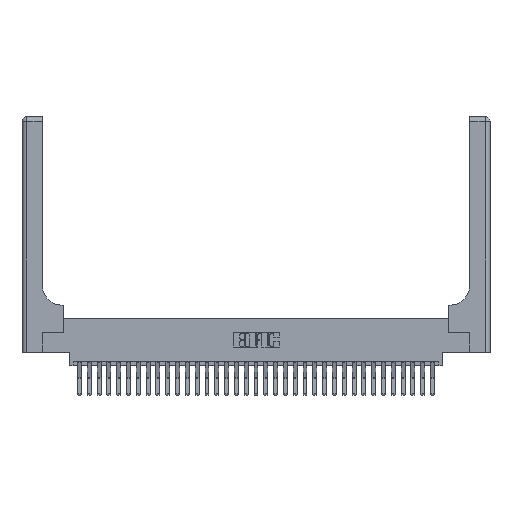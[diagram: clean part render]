
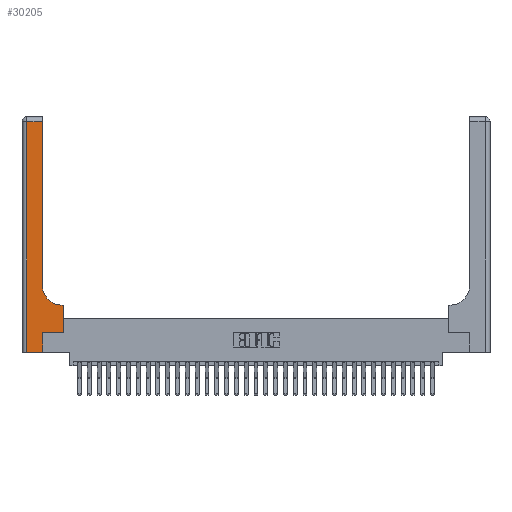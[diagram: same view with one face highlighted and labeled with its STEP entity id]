
A CAD part, top view. The second image highlights one B-rep face of the part: STEP entity #30205.
In plain terms, the highlighted planar face has unit normal (0, 0, 1).
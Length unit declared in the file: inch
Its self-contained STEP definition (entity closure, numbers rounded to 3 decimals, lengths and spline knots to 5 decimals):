
#796 = DIRECTION ( 'NONE',  ( 1., 0., 0. ) ) ;
#948 = CARTESIAN_POINT ( 'NONE',  ( 0.528, 0.25, 0.37 ) ) ;
#2014 = VERTEX_POINT ( 'NONE', #28532 ) ;
#2536 = LINE ( 'NONE', #7378, #16203 ) ;
#2986 = LINE ( 'NONE', #19777, #3769 ) ;
#3371 = CARTESIAN_POINT ( 'NONE',  ( 0.06, 0., 0.37 ) ) ;
#3599 = DIRECTION ( 'NONE',  ( 0., 1., 0. ) ) ;
#3769 = VECTOR ( 'NONE', #796, 39.37008 ) ;
#4118 = FACE_OUTER_BOUND ( 'NONE', #13331, .T. ) ;
#4434 = LINE ( 'NONE', #13921, #19208 ) ;
#4493 = ORIENTED_EDGE ( 'NONE', *, *, #25059, .T. ) ;
#4568 = EDGE_CURVE ( 'NONE', #13818, #2014, #5433, .T. ) ;
#4578 = VECTOR ( 'NONE', #5512, 39.37008 ) ;
#4831 = VERTEX_POINT ( 'NONE', #5090 ) ;
#5090 = CARTESIAN_POINT ( 'NONE',  ( 0.51, 0.6, 0.37 ) ) ;
#5433 = LINE ( 'NONE', #12421, #23566 ) ;
#5512 = DIRECTION ( 'NONE',  ( -1., 0., 0. ) ) ;
#6132 = CARTESIAN_POINT ( 'NONE',  ( 0.265, 0., 0.37 ) ) ;
#7130 = VERTEX_POINT ( 'NONE', #14806 ) ;
#7378 = CARTESIAN_POINT ( 'NONE',  ( 0.26, 3., 0.37 ) ) ;
#7685 = VECTOR ( 'NONE', #9729, 39.37008 ) ;
#7969 = VERTEX_POINT ( 'NONE', #10374 ) ;
#8129 = EDGE_CURVE ( 'NONE', #29720, #16926, #13942, .T. ) ;
#8227 = ORIENTED_EDGE ( 'NONE', *, *, #9337, .T. ) ;
#9000 = ORIENTED_EDGE ( 'NONE', *, *, #10535, .T. ) ;
#9337 = EDGE_CURVE ( 'NONE', #16926, #13031, #25405, .T. ) ;
#9525 = ORIENTED_EDGE ( 'NONE', *, *, #14437, .T. ) ;
#9729 = DIRECTION ( 'NONE',  ( 0., -1., 0. ) ) ;
#10317 = LINE ( 'NONE', #12056, #4578 ) ;
#10374 = CARTESIAN_POINT ( 'NONE',  ( 0.26, 0.85, 0.37 ) ) ;
#10535 = EDGE_CURVE ( 'NONE', #13031, #7130, #10626, .T. ) ;
#10626 = LINE ( 'NONE', #20070, #14141 ) ;
#10824 = CARTESIAN_POINT ( 'NONE',  ( 0., 3., 0.37 ) ) ;
#10827 = ORIENTED_EDGE ( 'NONE', *, *, #20783, .T. ) ;
#11302 = CARTESIAN_POINT ( 'NONE',  ( 0., 0., 0.37 ) ) ;
#11445 = CARTESIAN_POINT ( 'NONE',  ( 0.26, 2.94, 0.37 ) ) ;
#12056 = CARTESIAN_POINT ( 'NONE',  ( 0.26, 0.6, 0.37 ) ) ;
#12421 = CARTESIAN_POINT ( 'NONE',  ( 0.528, 0.25, 0.37 ) ) ;
#13031 = VERTEX_POINT ( 'NONE', #6132 ) ;
#13331 = EDGE_LOOP ( 'NONE', ( #4493, #22946, #21649, #8227, #9000, #20816, #15630, #10827, #9525 ) ) ;
#13818 = VERTEX_POINT ( 'NONE', #948 ) ;
#13921 = CARTESIAN_POINT ( 'NONE',  ( 0., 2.94, 0.37 ) ) ;
#13942 = LINE ( 'NONE', #21091, #7685 ) ;
#14141 = VECTOR ( 'NONE', #3599, 39.37008 ) ;
#14437 = EDGE_CURVE ( 'NONE', #4831, #7969, #28692, .T. ) ;
#14536 = DIRECTION ( 'NONE',  ( 0., 1., 0. ) ) ;
#14748 = DIRECTION ( 'NONE',  ( 0., 1., 0. ) ) ;
#14806 = CARTESIAN_POINT ( 'NONE',  ( 0.265, 0.25, 0.37 ) ) ;
#15630 = ORIENTED_EDGE ( 'NONE', *, *, #4568, .T. ) ;
#16029 = EDGE_CURVE ( 'NONE', #18040, #29720, #4434, .T. ) ;
#16203 = VECTOR ( 'NONE', #14536, 39.37008 ) ;
#16926 = VERTEX_POINT ( 'NONE', #3371 ) ;
#17297 = AXIS2_PLACEMENT_3D ( 'NONE', #30665, #27906, #21266 ) ;
#17965 = PLANE ( 'NONE',  #23108 ) ;
#18040 = VERTEX_POINT ( 'NONE', #11445 ) ;
#18437 = DIRECTION ( 'NONE',  ( -1., 0., 0. ) ) ;
#19208 = VECTOR ( 'NONE', #23387, 39.37008 ) ;
#19628 = VECTOR ( 'NONE', #20784, 39.37008 ) ;
#19777 = CARTESIAN_POINT ( 'NONE',  ( 0.265, 0.25, 0.37 ) ) ;
#20070 = CARTESIAN_POINT ( 'NONE',  ( 0.265, 0., 0.37 ) ) ;
#20783 = EDGE_CURVE ( 'NONE', #2014, #4831, #10317, .T. ) ;
#20784 = DIRECTION ( 'NONE',  ( 1., 0., 0. ) ) ;
#20816 = ORIENTED_EDGE ( 'NONE', *, *, #25220, .T. ) ;
#21091 = CARTESIAN_POINT ( 'NONE',  ( 0.06, 3., 0.37 ) ) ;
#21266 = DIRECTION ( 'NONE',  ( 1., 0., 0. ) ) ;
#21649 = ORIENTED_EDGE ( 'NONE', *, *, #8129, .T. ) ;
#22946 = ORIENTED_EDGE ( 'NONE', *, *, #16029, .T. ) ;
#23108 = AXIS2_PLACEMENT_3D ( 'NONE', #10824, #25248, #18437 ) ;
#23387 = DIRECTION ( 'NONE',  ( -1., 0., 0. ) ) ;
#23566 = VECTOR ( 'NONE', #14748, 39.37008 ) ;
#25059 = EDGE_CURVE ( 'NONE', #7969, #18040, #2536, .T. ) ;
#25220 = EDGE_CURVE ( 'NONE', #7130, #13818, #2986, .T. ) ;
#25248 = DIRECTION ( 'NONE',  ( 0., 0., -1. ) ) ;
#25405 = LINE ( 'NONE', #11302, #19628 ) ;
#27906 = DIRECTION ( 'NONE',  ( 0., 0., -1. ) ) ;
#28532 = CARTESIAN_POINT ( 'NONE',  ( 0.528, 0.6, 0.37 ) ) ;
#28692 = CIRCLE ( 'NONE', #17297, 0.25 ) ;
#28949 = CARTESIAN_POINT ( 'NONE',  ( 0.06, 2.94, 0.37 ) ) ;
#29720 = VERTEX_POINT ( 'NONE', #28949 ) ;
#30205 = ADVANCED_FACE ( 'NONE', ( #4118 ), #17965, .F. ) ;
#30665 = CARTESIAN_POINT ( 'NONE',  ( 0.51, 0.85, 0.37 ) ) ;
